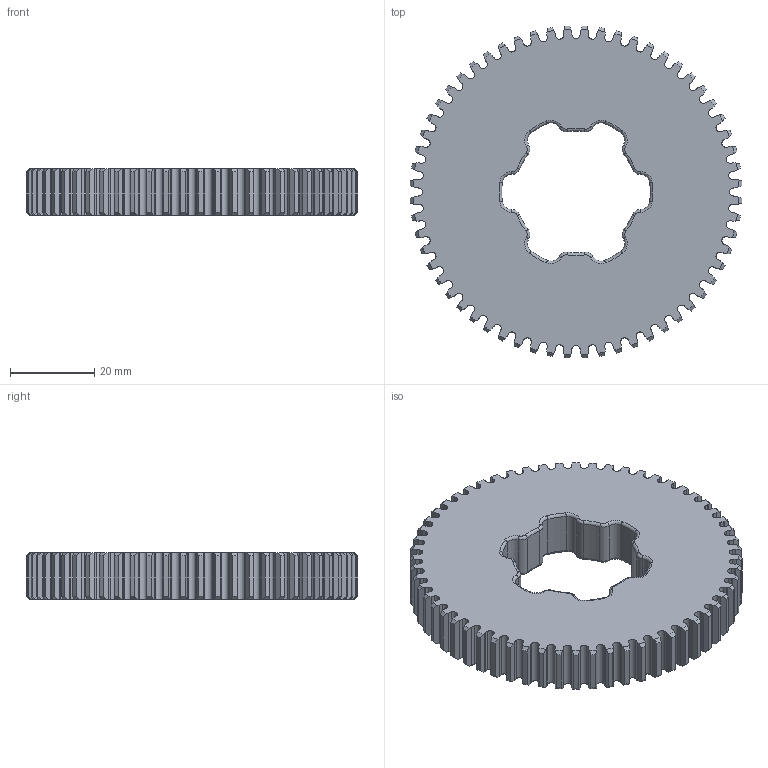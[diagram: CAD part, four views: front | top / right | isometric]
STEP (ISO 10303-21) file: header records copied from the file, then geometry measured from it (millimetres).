
FILE_DESCRIPTION(/* description */ ('STEP AP203','CAx-IF Rec.Pracs.---Representation and Presentation of Product Manufacturing Information (PMI)---4.0---2014-10-13'),/* implementation_level */ '2;1');
FILE_NAME(/* name */ '20DP 60T ModStep 3024.step',/* time_stamp */ '2025-03-08T09:38:34-05:00',/* author */ (''),/* organization */ (''),/* preprocessor_version */ 'ST-DEVELOPER v20',/* originating_system */ 'Autodesk Translation Framework v13.20.0.188',/* authorisation */ '');
FILE_SCHEMA (('AP242_MANAGED_MODEL_BASED_3D_ENGINEERING_MIM_LF { 1 0 10303 442 1 1 4 }'));
Length unit declared in the file: inch
Products named in the file (1): #30422
Bounding box: 78.58 x 78.58 x 11.13 mm (x, y, z)
Volume: 40965.5 mm3; surface area: 14018.9 mm2
Topology: 1 solids, 1 shells, 712 faces, 2055 edges, 1346 vertices
Faces by surface type: bspline 240, cylinder 157, plane 123, cone 120, torus 72
Full cylindrical faces by diameter (mm): 70.512 x1
Entity records: 30418 total; most frequent: CARTESIAN_POINT 13292, ORIENTED_EDGE 4110, DIRECTION 2859, EDGE_CURVE 2055, VERTEX_POINT 1346, AXIS2_PLACEMENT_3D 1051, LINE 757, VECTOR 757
